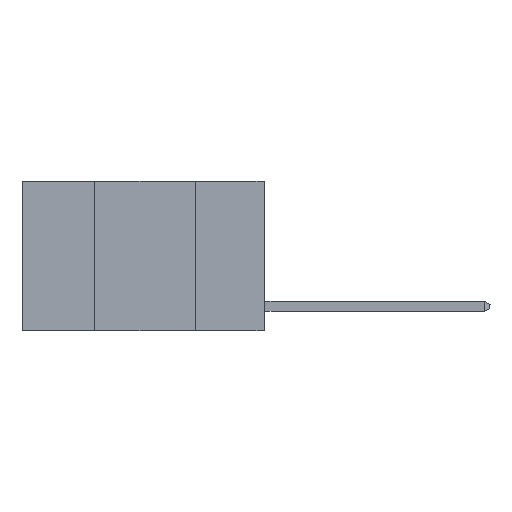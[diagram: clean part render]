
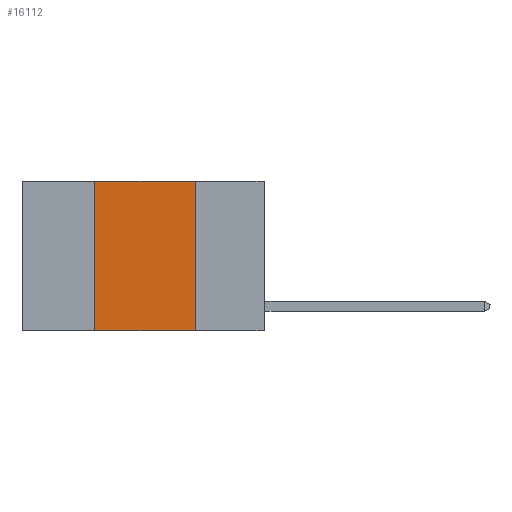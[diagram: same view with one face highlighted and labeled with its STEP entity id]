
A CAD part, left-side view. The second image highlights one B-rep face of the part: STEP entity #16112.
In plain terms, the highlighted planar face has unit normal (-1, 0, 0).
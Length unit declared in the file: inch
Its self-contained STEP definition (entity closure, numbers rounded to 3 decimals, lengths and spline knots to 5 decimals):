
#878 = EDGE_CURVE ( 'NONE', #5687, #17613, #5919, .T. ) ;
#1124 = ORIENTED_EDGE ( 'NONE', *, *, #14739, .F. ) ;
#1528 = VERTEX_POINT ( 'NONE', #4208 ) ;
#1955 = EDGE_LOOP ( 'NONE', ( #3832, #16301, #1124, #5165 ) ) ;
#2737 = VECTOR ( 'NONE', #9546, 39.37008 ) ;
#3137 = CARTESIAN_POINT ( 'NONE',  ( 0., 0.6, 0. ) ) ;
#3832 = ORIENTED_EDGE ( 'NONE', *, *, #8735, .F. ) ;
#4208 = CARTESIAN_POINT ( 'NONE',  ( 0., 0.17, -0.37 ) ) ;
#4753 = CARTESIAN_POINT ( 'NONE',  ( 0., 0.42, -0.37 ) ) ;
#4814 = VECTOR ( 'NONE', #6527, 39.37008 ) ;
#5033 = LINE ( 'NONE', #16100, #4814 ) ;
#5165 = ORIENTED_EDGE ( 'NONE', *, *, #8178, .T. ) ;
#5377 = CARTESIAN_POINT ( 'NONE',  ( 0., 0.17, 0. ) ) ;
#5687 = VERTEX_POINT ( 'NONE', #17860 ) ;
#5919 = LINE ( 'NONE', #7425, #17840 ) ;
#6194 = PLANE ( 'NONE',  #6404 ) ;
#6404 = AXIS2_PLACEMENT_3D ( 'NONE', #3137, #7421, #13257 ) ;
#6527 = DIRECTION ( 'NONE',  ( 0., -1., 0. ) ) ;
#7421 = DIRECTION ( 'NONE',  ( 1., 0., 0. ) ) ;
#7425 = CARTESIAN_POINT ( 'NONE',  ( 0., 0.6, 0. ) ) ;
#8148 = VERTEX_POINT ( 'NONE', #4753 ) ;
#8178 = EDGE_CURVE ( 'NONE', #8148, #1528, #5033, .T. ) ;
#8735 = EDGE_CURVE ( 'NONE', #17613, #1528, #15036, .T. ) ;
#8857 = LINE ( 'NONE', #9891, #9041 ) ;
#9041 = VECTOR ( 'NONE', #14546, 39.37008 ) ;
#9546 = DIRECTION ( 'NONE',  ( 0., 0., -1. ) ) ;
#9891 = CARTESIAN_POINT ( 'NONE',  ( 0., 0.42, 0. ) ) ;
#11212 = FACE_OUTER_BOUND ( 'NONE', #1955, .T. ) ;
#11589 = DIRECTION ( 'NONE',  ( 0., -1., 0. ) ) ;
#13257 = DIRECTION ( 'NONE',  ( 0., 0., -1. ) ) ;
#14546 = DIRECTION ( 'NONE',  ( 0., 0., 1. ) ) ;
#14739 = EDGE_CURVE ( 'NONE', #8148, #5687, #8857, .T. ) ;
#15036 = LINE ( 'NONE', #5377, #2737 ) ;
#16100 = CARTESIAN_POINT ( 'NONE',  ( 0., 0.6, -0.37 ) ) ;
#16112 = ADVANCED_FACE ( 'NONE', ( #11212 ), #6194, .F. ) ;
#16301 = ORIENTED_EDGE ( 'NONE', *, *, #878, .F. ) ;
#16713 = CARTESIAN_POINT ( 'NONE',  ( 0., 0.17, 0. ) ) ;
#17613 = VERTEX_POINT ( 'NONE', #16713 ) ;
#17840 = VECTOR ( 'NONE', #11589, 39.37008 ) ;
#17860 = CARTESIAN_POINT ( 'NONE',  ( 0., 0.42, 0. ) ) ;
